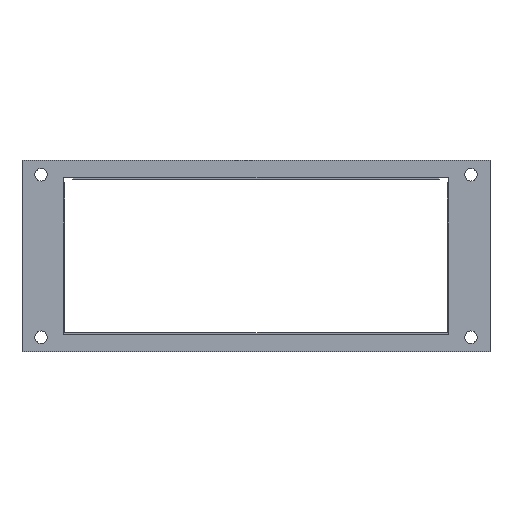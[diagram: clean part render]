
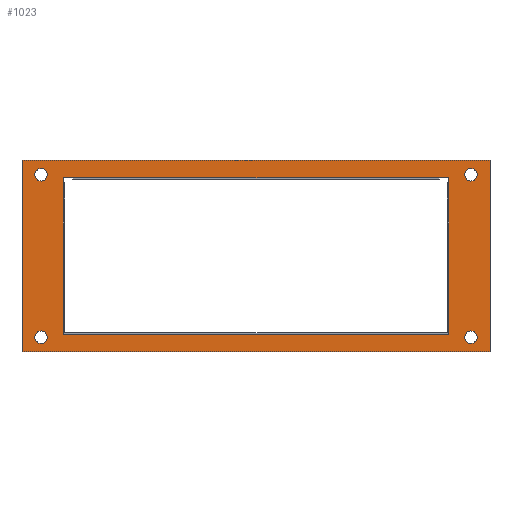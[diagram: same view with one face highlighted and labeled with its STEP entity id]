
A CAD part, top view. The second image highlights one B-rep face of the part: STEP entity #1023.
In plain terms, the highlighted planar face has unit normal (0, 0, 1).
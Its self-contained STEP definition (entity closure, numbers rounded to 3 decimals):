
#48 = AXIS2_PLACEMENT_3D ( 'NONE', #2759, #573, #3130 ) ;
#50 = DIRECTION ( 'NONE',  ( 0., -1., 0. ) ) ;
#102 = DIRECTION ( 'NONE',  ( 1., 0., 0. ) ) ;
#109 = EDGE_CURVE ( 'NONE', #3087, #1018, #2050, .T. ) ;
#120 = DIRECTION ( 'NONE',  ( 0., 0., 1. ) ) ;
#141 = CARTESIAN_POINT ( 'NONE',  ( -112.5, 42.5, 0.8 ) ) ;
#151 = DIRECTION ( 'NONE',  ( 0., 0., 1. ) ) ;
#200 = CIRCLE ( 'NONE', #48, 3.25 ) ;
#206 = VERTEX_POINT ( 'NONE', #1530 ) ;
#259 = LINE ( 'NONE', #1823, #2185 ) ;
#276 = VERTEX_POINT ( 'NONE', #2296 ) ;
#350 = VERTEX_POINT ( 'NONE', #1898 ) ;
#362 = VECTOR ( 'NONE', #369, 1000. ) ;
#369 = DIRECTION ( 'NONE',  ( 1., 0., 0. ) ) ;
#417 = DIRECTION ( 'NONE',  ( 0., -1., 0. ) ) ;
#422 = LINE ( 'NONE', #2631, #3232 ) ;
#468 = EDGE_LOOP ( 'NONE', ( #3553, #3076, #1566, #734 ) ) ;
#498 = VECTOR ( 'NONE', #3890, 1000. ) ;
#501 = EDGE_LOOP ( 'NONE', ( #3737 ) ) ;
#510 = AXIS2_PLACEMENT_3D ( 'NONE', #4498, #4480, #4464 ) ;
#514 = CARTESIAN_POINT ( 'NONE',  ( 122.5, 50., 0.8 ) ) ;
#561 = ORIENTED_EDGE ( 'NONE', *, *, #3781, .F. ) ;
#573 = DIRECTION ( 'NONE',  ( 0., 0., 1. ) ) ;
#579 = VERTEX_POINT ( 'NONE', #4554 ) ;
#621 = EDGE_CURVE ( 'NONE', #2056, #3904, #3416, .T. ) ;
#667 = AXIS2_PLACEMENT_3D ( 'NONE', #141, #120, #102 ) ;
#702 = EDGE_CURVE ( 'NONE', #4235, #2604, #1989, .T. ) ;
#733 = EDGE_CURVE ( 'NONE', #1018, #3598, #4677, .T. ) ;
#734 = ORIENTED_EDGE ( 'NONE', *, *, #733, .T. ) ;
#820 = CARTESIAN_POINT ( 'NONE',  ( -100.8, -41., 0.8 ) ) ;
#864 = PLANE ( 'NONE',  #510 ) ;
#894 = EDGE_CURVE ( 'NONE', #1733, #4235, #3128, .T. ) ;
#900 = EDGE_CURVE ( 'NONE', #2177, #3087, #2044, .T. ) ;
#923 = ORIENTED_EDGE ( 'NONE', *, *, #894, .F. ) ;
#947 = CARTESIAN_POINT ( 'NONE',  ( -122.5, 50., 0.8 ) ) ;
#967 = EDGE_LOOP ( 'NONE', ( #2663 ) ) ;
#1018 = VERTEX_POINT ( 'NONE', #514 ) ;
#1023 = ADVANCED_FACE ( 'NONE', ( #3412, #2439, #3530, #1574, #1456, #4384 ), #864, .T. ) ;
#1073 = VECTOR ( 'NONE', #2346, 1000. ) ;
#1101 = ORIENTED_EDGE ( 'NONE', *, *, #4505, .F. ) ;
#1120 = ORIENTED_EDGE ( 'NONE', *, *, #2180, .F. ) ;
#1297 = EDGE_CURVE ( 'NONE', #2621, #2621, #2592, .T. ) ;
#1311 = DIRECTION ( 'NONE',  ( -1., 0., 0. ) ) ;
#1334 = CARTESIAN_POINT ( 'NONE',  ( -122.5, 50., 0.8 ) ) ;
#1337 = VECTOR ( 'NONE', #50, 1000. ) ;
#1432 = LINE ( 'NONE', #1805, #362 ) ;
#1444 = EDGE_CURVE ( 'NONE', #2604, #3402, #2650, .T. ) ;
#1455 = CARTESIAN_POINT ( 'NONE',  ( 96., 41., 0.8 ) ) ;
#1456 = FACE_BOUND ( 'NONE', #2202, .T. ) ;
#1510 = DIRECTION ( 'NONE',  ( 0., 0., 1. ) ) ;
#1530 = CARTESIAN_POINT ( 'NONE',  ( 96., 41.01, 0.8 ) ) ;
#1566 = ORIENTED_EDGE ( 'NONE', *, *, #109, .T. ) ;
#1574 = FACE_BOUND ( 'NONE', #501, .T. ) ;
#1616 = CARTESIAN_POINT ( 'NONE',  ( 115.75, -42.5, 0.8 ) ) ;
#1694 = CARTESIAN_POINT ( 'NONE',  ( -101., 41., 0.8 ) ) ;
#1712 = ORIENTED_EDGE ( 'NONE', *, *, #621, .F. ) ;
#1729 = VECTOR ( 'NONE', #2026, 1000. ) ;
#1733 = VERTEX_POINT ( 'NONE', #2512 ) ;
#1805 = CARTESIAN_POINT ( 'NONE',  ( -101., -41., 0.8 ) ) ;
#1823 = CARTESIAN_POINT ( 'NONE',  ( 96., 41., 0.8 ) ) ;
#1892 = CIRCLE ( 'NONE', #4193, 3.25 ) ;
#1898 = CARTESIAN_POINT ( 'NONE',  ( 100.8, -41., 0.8 ) ) ;
#1958 = ORIENTED_EDGE ( 'NONE', *, *, #2722, .F. ) ;
#1989 = LINE ( 'NONE', #3884, #4059 ) ;
#2026 = DIRECTION ( 'NONE',  ( 0., 1., 0. ) ) ;
#2044 = LINE ( 'NONE', #2363, #1073 ) ;
#2050 = LINE ( 'NONE', #4113, #3898 ) ;
#2056 = VERTEX_POINT ( 'NONE', #2874 ) ;
#2063 = ORIENTED_EDGE ( 'NONE', *, *, #1444, .F. ) ;
#2077 = EDGE_LOOP ( 'NONE', ( #1958 ) ) ;
#2140 = CARTESIAN_POINT ( 'NONE',  ( -101., -41., 0.8 ) ) ;
#2177 = VERTEX_POINT ( 'NONE', #2937 ) ;
#2180 = EDGE_CURVE ( 'NONE', #206, #276, #422, .T. ) ;
#2185 = VECTOR ( 'NONE', #3650, 1000. ) ;
#2202 = EDGE_LOOP ( 'NONE', ( #4166 ) ) ;
#2234 = CARTESIAN_POINT ( 'NONE',  ( -122.5, 50., 0.8 ) ) ;
#2240 = CARTESIAN_POINT ( 'NONE',  ( -96., 41.01, 0.8 ) ) ;
#2296 = CARTESIAN_POINT ( 'NONE',  ( -96., 41.01, 0.8 ) ) ;
#2323 = CARTESIAN_POINT ( 'NONE',  ( 112.5, 42.5, 0.8 ) ) ;
#2346 = DIRECTION ( 'NONE',  ( 1., 0., 0. ) ) ;
#2349 = CARTESIAN_POINT ( 'NONE',  ( 109.25, 42.5, 0.8 ) ) ;
#2363 = CARTESIAN_POINT ( 'NONE',  ( -122.5, -50., 0.8 ) ) ;
#2401 = CARTESIAN_POINT ( 'NONE',  ( 101., 41., 0.8 ) ) ;
#2439 = FACE_BOUND ( 'NONE', #967, .T. ) ;
#2512 = CARTESIAN_POINT ( 'NONE',  ( -96., 41., 0.8 ) ) ;
#2538 = AXIS2_PLACEMENT_3D ( 'NONE', #3719, #1510, #4095 ) ;
#2592 = CIRCLE ( 'NONE', #667, 3.25 ) ;
#2595 = DIRECTION ( 'NONE',  ( -1., 0., 0. ) ) ;
#2604 = VERTEX_POINT ( 'NONE', #2904 ) ;
#2621 = VERTEX_POINT ( 'NONE', #4538 ) ;
#2631 = CARTESIAN_POINT ( 'NONE',  ( 96., 41.01, 0.8 ) ) ;
#2650 = LINE ( 'NONE', #4099, #3527 ) ;
#2663 = ORIENTED_EDGE ( 'NONE', *, *, #1297, .F. ) ;
#2676 = DIRECTION ( 'NONE',  ( -1., 0., 0. ) ) ;
#2688 = VECTOR ( 'NONE', #417, 1000. ) ;
#2722 = EDGE_CURVE ( 'NONE', #3497, #3497, #4712, .T. ) ;
#2750 = CARTESIAN_POINT ( 'NONE',  ( -101., 41., 0.8 ) ) ;
#2759 = CARTESIAN_POINT ( 'NONE',  ( -112.5, -42.5, 0.8 ) ) ;
#2800 = VERTEX_POINT ( 'NONE', #4139 ) ;
#2874 = CARTESIAN_POINT ( 'NONE',  ( 101., 41., 0.8 ) ) ;
#2876 = ORIENTED_EDGE ( 'NONE', *, *, #4491, .F. ) ;
#2897 = ORIENTED_EDGE ( 'NONE', *, *, #4586, .F. ) ;
#2904 = CARTESIAN_POINT ( 'NONE',  ( -101., -41., 0.8 ) ) ;
#2937 = CARTESIAN_POINT ( 'NONE',  ( -122.5, -50., 0.8 ) ) ;
#3007 = VECTOR ( 'NONE', #3153, 1000. ) ;
#3037 = VECTOR ( 'NONE', #4334, 1000. ) ;
#3076 = ORIENTED_EDGE ( 'NONE', *, *, #900, .T. ) ;
#3087 = VERTEX_POINT ( 'NONE', #3188 ) ;
#3128 = LINE ( 'NONE', #3843, #3007 ) ;
#3130 = DIRECTION ( 'NONE',  ( -1., 0., 0. ) ) ;
#3153 = DIRECTION ( 'NONE',  ( -1., 0., 0. ) ) ;
#3188 = CARTESIAN_POINT ( 'NONE',  ( 122.5, -50., 0.8 ) ) ;
#3232 = VECTOR ( 'NONE', #2595, 1000. ) ;
#3306 = EDGE_CURVE ( 'NONE', #3598, #2177, #4143, .T. ) ;
#3402 = VERTEX_POINT ( 'NONE', #820 ) ;
#3412 = FACE_BOUND ( 'NONE', #2077, .T. ) ;
#3416 = LINE ( 'NONE', #1694, #498 ) ;
#3418 = EDGE_LOOP ( 'NONE', ( #1120, #1101, #1712, #4697, #561, #2876, #2063, #3545, #923, #2897 ) ) ;
#3497 = VERTEX_POINT ( 'NONE', #1616 ) ;
#3527 = VECTOR ( 'NONE', #4011, 1000. ) ;
#3530 = FACE_OUTER_BOUND ( 'NONE', #468, .T. ) ;
#3545 = ORIENTED_EDGE ( 'NONE', *, *, #702, .F. ) ;
#3553 = ORIENTED_EDGE ( 'NONE', *, *, #3306, .T. ) ;
#3587 = EDGE_CURVE ( 'NONE', #579, #579, #200, .T. ) ;
#3598 = VERTEX_POINT ( 'NONE', #947 ) ;
#3650 = DIRECTION ( 'NONE',  ( 0., 1., 0. ) ) ;
#3703 = VECTOR ( 'NONE', #1311, 1000. ) ;
#3719 = CARTESIAN_POINT ( 'NONE',  ( 112.5, -42.5, 0.8 ) ) ;
#3737 = ORIENTED_EDGE ( 'NONE', *, *, #4694, .F. ) ;
#3781 = EDGE_CURVE ( 'NONE', #350, #2800, #4030, .T. ) ;
#3843 = CARTESIAN_POINT ( 'NONE',  ( -101., 41., 0.8 ) ) ;
#3884 = CARTESIAN_POINT ( 'NONE',  ( -101., 41., 0.8 ) ) ;
#3890 = DIRECTION ( 'NONE',  ( -1., 0., 0. ) ) ;
#3898 = VECTOR ( 'NONE', #4056, 1000. ) ;
#3904 = VERTEX_POINT ( 'NONE', #1455 ) ;
#4011 = DIRECTION ( 'NONE',  ( 1., 0., 0. ) ) ;
#4030 = LINE ( 'NONE', #2140, #3037 ) ;
#4056 = DIRECTION ( 'NONE',  ( 0., 1., 0. ) ) ;
#4059 = VECTOR ( 'NONE', #4630, 1000. ) ;
#4095 = DIRECTION ( 'NONE',  ( 1., 0., 0. ) ) ;
#4099 = CARTESIAN_POINT ( 'NONE',  ( -101., -41., 0.8 ) ) ;
#4113 = CARTESIAN_POINT ( 'NONE',  ( 122.5, 50., 0.8 ) ) ;
#4139 = CARTESIAN_POINT ( 'NONE',  ( 101., -41., 0.8 ) ) ;
#4143 = LINE ( 'NONE', #2234, #1337 ) ;
#4166 = ORIENTED_EDGE ( 'NONE', *, *, #3587, .F. ) ;
#4193 = AXIS2_PLACEMENT_3D ( 'NONE', #2323, #151, #2676 ) ;
#4235 = VERTEX_POINT ( 'NONE', #2750 ) ;
#4241 = EDGE_CURVE ( 'NONE', #2800, #2056, #4658, .T. ) ;
#4334 = DIRECTION ( 'NONE',  ( 1., 0., 0. ) ) ;
#4355 = VERTEX_POINT ( 'NONE', #2349 ) ;
#4384 = FACE_BOUND ( 'NONE', #3418, .T. ) ;
#4464 = DIRECTION ( 'NONE',  ( 1., 0., 0. ) ) ;
#4480 = DIRECTION ( 'NONE',  ( 0., 0., 1. ) ) ;
#4491 = EDGE_CURVE ( 'NONE', #3402, #350, #1432, .T. ) ;
#4498 = CARTESIAN_POINT ( 'NONE',  ( -122.5, -50., 0.8 ) ) ;
#4505 = EDGE_CURVE ( 'NONE', #3904, #206, #259, .T. ) ;
#4537 = LINE ( 'NONE', #2240, #2688 ) ;
#4538 = CARTESIAN_POINT ( 'NONE',  ( -109.25, 42.5, 0.8 ) ) ;
#4554 = CARTESIAN_POINT ( 'NONE',  ( -115.75, -42.5, 0.8 ) ) ;
#4586 = EDGE_CURVE ( 'NONE', #276, #1733, #4537, .T. ) ;
#4630 = DIRECTION ( 'NONE',  ( 0., -1., 0. ) ) ;
#4658 = LINE ( 'NONE', #2401, #1729 ) ;
#4677 = LINE ( 'NONE', #1334, #3703 ) ;
#4694 = EDGE_CURVE ( 'NONE', #4355, #4355, #1892, .T. ) ;
#4697 = ORIENTED_EDGE ( 'NONE', *, *, #4241, .F. ) ;
#4712 = CIRCLE ( 'NONE', #2538, 3.25 ) ;
